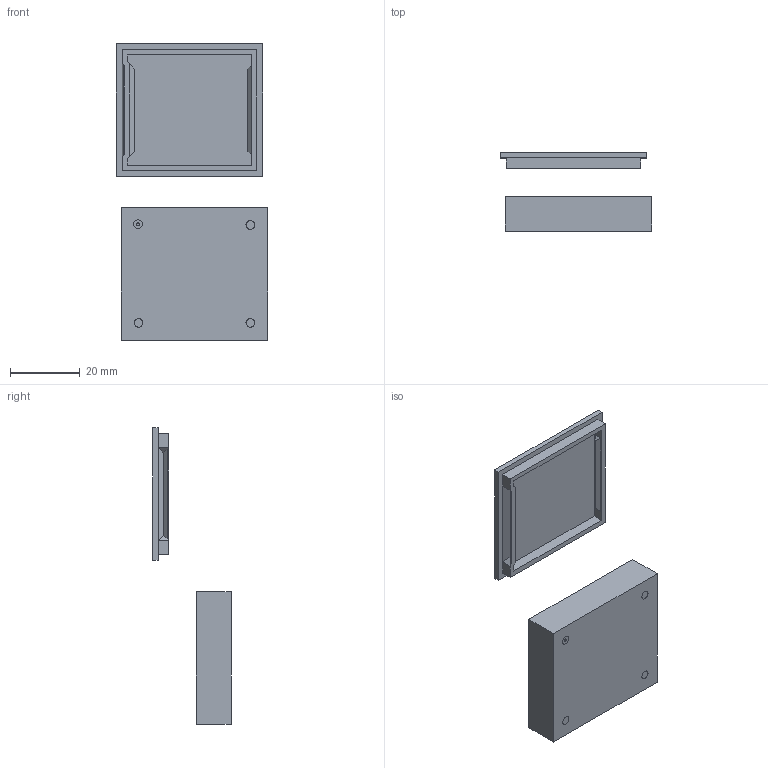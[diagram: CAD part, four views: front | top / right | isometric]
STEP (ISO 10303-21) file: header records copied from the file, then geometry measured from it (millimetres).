
FILE_DESCRIPTION(/* description */ (''),/* implementation_level */ '2;1');
FILE_NAME(/* name */ 'Box.step',/* time_stamp */ '2026-02-10T13:38:37+06:00',/* author */ (''),/* organization */ (''),/* preprocessor_version */ 'ST-DEVELOPER v20.1',/* originating_system */ 'Autodesk Translation Framework v14.24.0.0',/* authorisation */ '');
FILE_SCHEMA (('AUTOMOTIVE_DESIGN { 1 0 10303 214 3 1 1 }'));
Length unit declared in the file: millimetre
Products named in the file (6): Fusion360 Norm Box Template; Enclosure; Case; top case; Enclosure_1; Top Cover
Assembly tree (5 placements, depth 6):
  Fusion360 Norm Box Template
    Enclosure
      Case
        top case
          Enclosure_1
            Top Cover
Bounding box: 43.4 x 22.41 x 84.88 mm (x, y, z)
Volume: 7401.8 mm3; surface area: 10765.2 mm2
Topology: 8 solids, 8 shells, 75 faces, 166 edges, 110 vertices
Faces by surface type: plane 70, cylinder 5
Full cylindrical faces by diameter (mm): 0.8 x1, 2.5 x4
Entity records: 2170 total; most frequent: CARTESIAN_POINT 362, DIRECTION 348, ORIENTED_EDGE 332, EDGE_CURVE 166, LINE 156, VECTOR 156, VERTEX_POINT 110, AXIS2_PLACEMENT_3D 96
